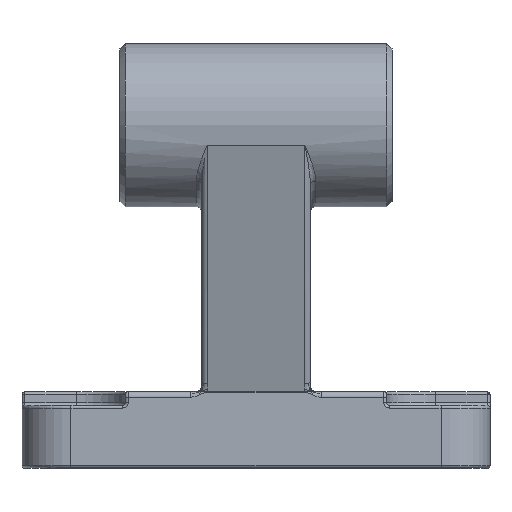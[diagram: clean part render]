
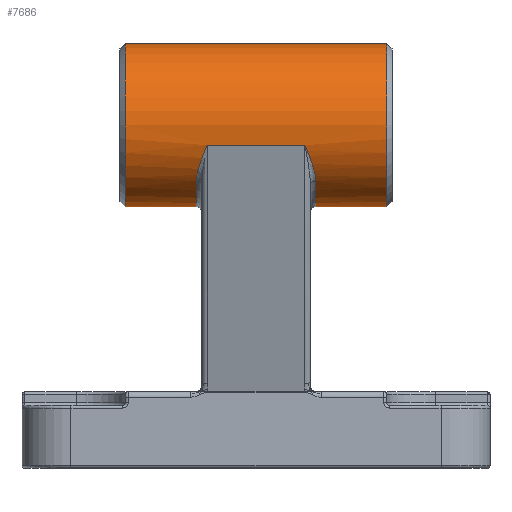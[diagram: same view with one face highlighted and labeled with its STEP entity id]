
A CAD part, top view. The second image highlights one B-rep face of the part: STEP entity #7686.
In plain terms, the highlighted cylindrical face has radius 15 mm (diameter 30 mm), a full revolution.
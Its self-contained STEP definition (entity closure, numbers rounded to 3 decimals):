
#7559=CARTESIAN_POINT('',(-24.0,78.0,27.0));
#7560=VERTEX_POINT('',#7559);
#7561=CARTESIAN_POINT('',(-24.0,63.,27.0));
#7562=DIRECTION('',(-1.0,0.0,0.0));
#7563=DIRECTION('',(0.0,-1.0,0.0));
#7564=AXIS2_PLACEMENT_3D('',#7561,#7562,#7563);
#7565=CIRCLE('',#7564,15.0);
#7566=EDGE_CURVE('',#7560,#7560,#7565,.T.);
#7571=CARTESIAN_POINT('',(0.0,63.,27.0));
#7572=DIRECTION('',(1.0,0.0,0.0));
#7573=DIRECTION('',(0.0,-1.0,0.0));
#7574=AXIS2_PLACEMENT_3D('',#7571,#7572,#7573);
#7575=CYLINDRICAL_SURFACE('',#7574,15.0);
#7576=CARTESIAN_POINT('',(24.0,78.0,27.0));
#7577=VERTEX_POINT('',#7576);
#7578=CARTESIAN_POINT('',(24.0,63.,27.0));
#7579=DIRECTION('',(1.0,0.0,0.0));
#7580=DIRECTION('',(0.0,-1.0,0.0));
#7581=AXIS2_PLACEMENT_3D('',#7578,#7579,#7580);
#7582=CIRCLE('',#7581,15.0);
#7583=EDGE_CURVE('',#7577,#7577,#7582,.T.);
#7584=ORIENTED_EDGE('',*,*,#7583,.F.);
#7585=EDGE_LOOP('',(#7584));
#7586=FACE_OUTER_BOUND('',#7585,.T.);
#7587=CARTESIAN_POINT('',(11.0,52.724,37.927));
#7588=VERTEX_POINT('',#7587);
#7589=CARTESIAN_POINT('',(9.,59.298,41.536));
#7590=VERTEX_POINT('',#7589);
#7591=CARTESIAN_POINT('',(11.,52.724,37.927));
#7592=CARTESIAN_POINT('',(11.,53.102,38.283));
#7593=CARTESIAN_POINT('',(10.894,53.9,38.958));
#7594=CARTESIAN_POINT('',(10.549,55.165,39.821));
#7595=CARTESIAN_POINT('',(10.167,56.268,40.421));
#7596=CARTESIAN_POINT('',(9.826,57.178,40.831));
#7597=CARTESIAN_POINT('',(9.558,57.872,41.103));
#7598=CARTESIAN_POINT('',(9.283,58.574,41.339));
#7599=CARTESIAN_POINT('',(9.098,59.047,41.472));
#7600=CARTESIAN_POINT('',(9.003,59.289,41.534));
#7601=CARTESIAN_POINT('',(9.002,59.294,41.535));
#7602=CARTESIAN_POINT('',(9.,59.298,41.536));
#7603=B_SPLINE_CURVE_WITH_KNOTS('',3,(#7591,#7592,#7593,#7594,#7595,#7596,#7597,#7598,#7599,#7600,#7601,#7602),.UNSPECIFIED.,.F.,.U.,(4,1,1,1,1,1,1,2,4),(0.0,0.166,0.333,0.499,0.582,0.665,0.748,0.832,0.833),.UNSPECIFIED.);
#7604=EDGE_CURVE('',#7588,#7590,#7603,.T.);
#7605=ORIENTED_EDGE('',*,*,#7604,.F.);
#7606=CARTESIAN_POINT('',(11.,65.308,12.179));
#7607=VERTEX_POINT('',#7606);
#7608=CARTESIAN_POINT('',(11.0,63.,27.0));
#7609=DIRECTION('',(-1.0,0.0,0.0));
#7610=DIRECTION('',(0.0,-0.898,-0.439));
#7611=AXIS2_PLACEMENT_3D('',#7608,#7609,#7610);
#7612=CIRCLE('',#7611,15.0);
#7613=EDGE_CURVE('',#7607,#7588,#7612,.T.);
#7614=ORIENTED_EDGE('',*,*,#7613,.F.);
#7615=CARTESIAN_POINT('',(9.0,72.195,15.148));
#7616=VERTEX_POINT('',#7615);
#7617=CARTESIAN_POINT('',(9.,72.195,15.148));
#7618=CARTESIAN_POINT('',(9.002,72.191,15.146));
#7619=CARTESIAN_POINT('',(9.003,72.187,15.143));
#7620=CARTESIAN_POINT('',(9.559,71.021,14.24));
#7621=CARTESIAN_POINT('',(10.318,69.272,13.252));
#7622=CARTESIAN_POINT('',(10.895,66.845,12.474));
#7623=CARTESIAN_POINT('',(11.,65.821,12.259));
#7624=CARTESIAN_POINT('',(11.,65.308,12.179));
#7625=B_SPLINE_CURVE_WITH_KNOTS('',3,(#7617,#7618,#7619,#7620,#7621,#7622,#7623,#7624),.UNSPECIFIED.,.F.,.U.,(4,2,1,1,4),(-0.002,0.0,0.499,0.665,0.832),.UNSPECIFIED.);
#7626=EDGE_CURVE('',#7616,#7607,#7625,.T.);
#7627=ORIENTED_EDGE('',*,*,#7626,.F.);
#7628=CARTESIAN_POINT('',(-9.0,72.195,15.148));
#7629=VERTEX_POINT('',#7628);
#7630=CARTESIAN_POINT('',(-9.0,72.195,15.148));
#7631=DIRECTION('',(1.0,0.0,0.0));
#7632=VECTOR('',#7631,18.0);
#7633=LINE('',#7630,#7632);
#7634=EDGE_CURVE('',#7629,#7616,#7633,.T.);
#7635=ORIENTED_EDGE('',*,*,#7634,.F.);
#7636=CARTESIAN_POINT('',(-11.0,65.308,12.179));
#7637=VERTEX_POINT('',#7636);
#7638=CARTESIAN_POINT('',(-11.0,65.308,12.179));
#7639=CARTESIAN_POINT('',(-11.,65.821,12.259));
#7640=CARTESIAN_POINT('',(-10.894,66.844,12.473));
#7641=CARTESIAN_POINT('',(-10.549,68.302,12.941));
#7642=CARTESIAN_POINT('',(-10.167,69.453,13.443));
#7643=CARTESIAN_POINT('',(-9.826,70.336,13.909));
#7644=CARTESIAN_POINT('',(-9.558,70.976,14.289));
#7645=CARTESIAN_POINT('',(-9.283,71.594,14.699));
#7646=CARTESIAN_POINT('',(-9.098,71.99,14.99));
#7647=CARTESIAN_POINT('',(-9.003,72.187,15.143));
#7648=CARTESIAN_POINT('',(-9.002,72.191,15.146));
#7649=CARTESIAN_POINT('',(-9.,72.195,15.148));
#7650=B_SPLINE_CURVE_WITH_KNOTS('',3,(#7638,#7639,#7640,#7641,#7642,#7643,#7644,#7645,#7646,#7647,#7648,#7649),.UNSPECIFIED.,.F.,.U.,(4,1,1,1,1,1,1,2,4),(0.,0.166,0.333,0.499,0.582,0.665,0.748,0.832,0.833),.UNSPECIFIED.);
#7651=EDGE_CURVE('',#7637,#7629,#7650,.T.);
#7652=ORIENTED_EDGE('',*,*,#7651,.F.);
#7653=CARTESIAN_POINT('',(-11.,52.724,37.927));
#7654=VERTEX_POINT('',#7653);
#7655=CARTESIAN_POINT('',(-11.0,63.,27.0));
#7656=DIRECTION('',(1.0,0.0,0.0));
#7657=DIRECTION('',(0.0,-0.898,-0.439));
#7658=AXIS2_PLACEMENT_3D('',#7655,#7656,#7657);
#7659=CIRCLE('',#7658,15.0);
#7660=EDGE_CURVE('',#7654,#7637,#7659,.T.);
#7661=ORIENTED_EDGE('',*,*,#7660,.F.);
#7662=CARTESIAN_POINT('',(-9.,59.298,41.536));
#7663=VERTEX_POINT('',#7662);
#7664=CARTESIAN_POINT('',(-9.,59.298,41.536));
#7665=CARTESIAN_POINT('',(-9.002,59.294,41.535));
#7666=CARTESIAN_POINT('',(-9.003,59.289,41.534));
#7667=CARTESIAN_POINT('',(-9.375,58.335,41.29));
#7668=CARTESIAN_POINT('',(-9.941,56.927,40.778));
#7669=CARTESIAN_POINT('',(-10.701,54.725,39.582));
#7670=CARTESIAN_POINT('',(-11.,53.481,38.639));
#7671=CARTESIAN_POINT('',(-11.,52.724,37.927));
#7672=B_SPLINE_CURVE_WITH_KNOTS('',3,(#7664,#7665,#7666,#7667,#7668,#7669,#7670,#7671),.UNSPECIFIED.,.F.,.U.,(4,2,1,1,4),(-0.002,0.0,0.333,0.499,0.832),.UNSPECIFIED.);
#7673=EDGE_CURVE('',#7663,#7654,#7672,.T.);
#7674=ORIENTED_EDGE('',*,*,#7673,.F.);
#7675=CARTESIAN_POINT('',(-9.,59.298,41.536));
#7676=DIRECTION('',(1.0,0.0,0.0));
#7677=VECTOR('',#7676,18.);
#7678=LINE('',#7675,#7677);
#7679=EDGE_CURVE('',#7663,#7590,#7678,.T.);
#7680=ORIENTED_EDGE('',*,*,#7679,.T.);
#7681=EDGE_LOOP('',(#7605,#7614,#7627,#7635,#7652,#7661,#7674,#7680));
#7682=FACE_BOUND('',#7681,.T.);
#7683=ORIENTED_EDGE('',*,*,#7566,.F.);
#7684=EDGE_LOOP('',(#7683));
#7685=FACE_BOUND('',#7684,.T.);
#7686=ADVANCED_FACE('',(#7586,#7682,#7685),#7575,.T.);
